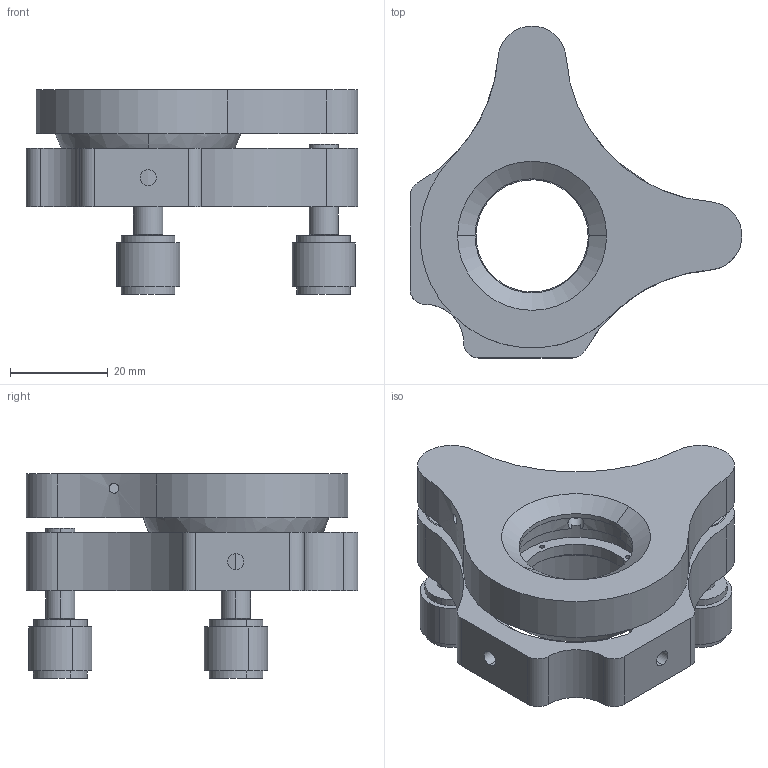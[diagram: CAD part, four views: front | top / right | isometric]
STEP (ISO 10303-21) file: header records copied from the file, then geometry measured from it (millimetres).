
FILE_DESCRIPTION (( 'STEP AP203' ), '1' );
FILE_NAME ('GCM-082904M 俋倰芞.STEP', '2017-01-03T08:04:52', ( 'Lxtx999.CoM' ), ( 'Lxtx999.CoM' ), 'SwSTEP 2.0', 'SolidWorks 2012', '' );
FILE_SCHEMA (( 'CONFIG_CONTROL_DESIGN' ));
Length unit declared in the file: centimetre
Products named in the file (1): GCM-082904M 俋倰芞
Bounding box: 68 x 68 x 41.9 mm (x, y, z)
Surface area: 18799 mm2 (no closed solid volume)
Topology: 0 solids, 14 shells, 174 faces, 478 edges, 319 vertices
Faces by surface type: cylinder 100, plane 46, cone 26, sphere 2
Entity records: 5982 total; most frequent: CARTESIAN_POINT 1274, DIRECTION 1068, ORIENTED_EDGE 854, EDGE_CURVE 472, AXIS2_PLACEMENT_3D 439, VERTEX_POINT 319, CIRCLE 264, EDGE_LOOP 226
